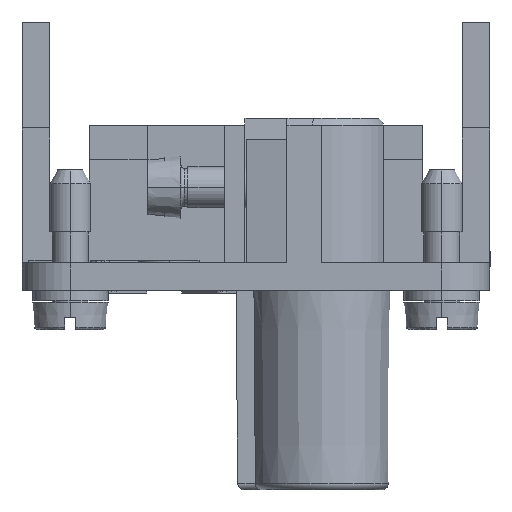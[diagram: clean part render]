
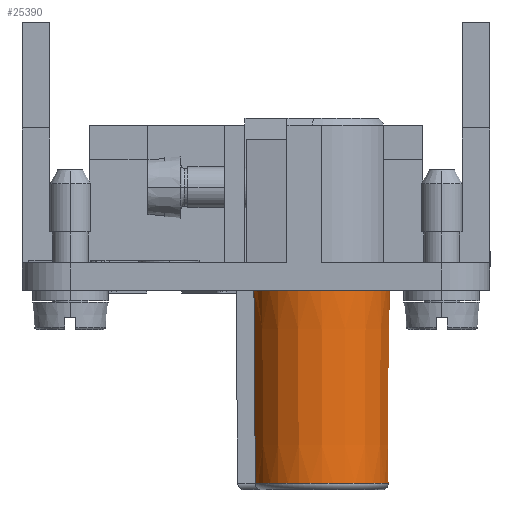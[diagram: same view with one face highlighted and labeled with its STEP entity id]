
A CAD part, left-side view. The second image highlights one B-rep face of the part: STEP entity #25390.
In plain terms, the highlighted conical face has half-angle 0.5 degrees and reference radius 5 mm.
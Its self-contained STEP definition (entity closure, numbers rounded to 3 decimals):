
#11310=CARTESIAN_POINT('',(-42.102,43.557,-21.75));
#11320=VERTEX_POINT('',#11310);
#11350=CARTESIAN_POINT('',(-37.102,43.557,-21.75));
#11360=DIRECTION('',(0.,-1.,0.));
#11370=DIRECTION('',(-1.,0.,0.));
#11380=AXIS2_PLACEMENT_3D('',#11350,#11360,#11370);
#11390=CIRCLE('',#11380,5.);
#11400=CARTESIAN_POINT('',(-38.102,43.557,-16.851));
#11410=VERTEX_POINT('',#11400);
#11420=EDGE_CURVE('',#11410,#11320,#11390,.T.);
#11640=CARTESIAN_POINT('',(-36.102,43.557,-16.851));
#11650=VERTEX_POINT('',#11640);
#11680=EDGE_CURVE('',#11320,#11650,#11390,.T.);
#24720=CARTESIAN_POINT('',(-37.102,43.557,-21.75));
#24730=DIRECTION('',(0.,-1.,0.));
#24740=DIRECTION('',(-1.,0.,0.));
#24750=AXIS2_PLACEMENT_3D('',#24720,#24730,#24740);
#24760=CONICAL_SURFACE('',#24750,5.,0.009);
#24770=CARTESIAN_POINT('',(-37.976,58.057,-17.287
));
#24780=DIRECTION('',(-1.,0.009,
0.));
#24790=DIRECTION('',(0.,0.,-1.));
#24800=AXIS2_PLACEMENT_3D('',#24770,#24780,#24790);
#24810=PLANE('',#24800);
#24820=CARTESIAN_POINT('',(-38.102,43.557,-16.851
));
#24830=CARTESIAN_POINT('',(-38.092,44.724,
-16.859));
#24840=CARTESIAN_POINT('',(-38.082,45.891,
-16.868));
#24850=CARTESIAN_POINT('',(-38.072,47.058,
-16.876));
#24860=CARTESIAN_POINT('',(-38.062,48.225,
-16.884));
#24870=CARTESIAN_POINT('',(-38.051,49.392,
-16.893));
#24880=CARTESIAN_POINT('',(-38.041,50.559,
-16.901));
#24890=CARTESIAN_POINT('',(-38.031,51.726,
-16.91));
#24900=CARTESIAN_POINT('',(-38.021,52.893,
-16.918));
#24910=CARTESIAN_POINT('',(-38.011,54.06,
-16.926));
#24920=CARTESIAN_POINT('',(-38.006,54.644,
-16.931));
#24930=CARTESIAN_POINT('',(-38.,55.227,
-16.935));
#24940=CARTESIAN_POINT('',(-37.995,55.811,
-16.939));
#24950=CARTESIAN_POINT('',(-37.99,56.395,
-16.943));
#24960=CARTESIAN_POINT('',(-37.985,56.978,
-16.948));
#24970=CARTESIAN_POINT('',(-37.98,57.562,
-16.952));
#24980=B_SPLINE_CURVE_WITH_KNOTS('',3,(#24820,#24830,#24840,#24850,
#24860,#24870,#24880,#24890,#24900,#24910,#24920,#24930,#24940,#24950,
#24960,#24970),.UNSPECIFIED.,.F.,.F.,(4,3,3,3,3,4),(0.,3.501,
7.003,10.504,12.255,14.005),
.UNSPECIFIED.);
#24990=SURFACE_CURVE('',#24980,(#24810,#24760),.CURVE_3D.);
#25000=CARTESIAN_POINT('',(-37.98,57.562,
-16.952));
#25010=VERTEX_POINT('',#25000);
#25020=EDGE_CURVE('',#11410,#25010,#24990,.T.);
#25030=ORIENTED_EDGE('',*,*,#25020,.T.);
#25040=ORIENTED_EDGE('',*,*,#11420,.F.);
#25050=ORIENTED_EDGE('',*,*,#11680,.F.);
#25060=CARTESIAN_POINT('',(-36.229,58.057,-15.55));
#25070=DIRECTION('',(1.,0.009,
0.));
#25080=DIRECTION('',(0.,0.,1.));
#25090=AXIS2_PLACEMENT_3D('',#25060,#25070,#25080);
#25100=PLANE('',#25090);
#25110=CARTESIAN_POINT('',(-36.224,57.562,
-16.952));
#25120=CARTESIAN_POINT('',(-36.214,56.395,
-16.943));
#25130=CARTESIAN_POINT('',(-36.204,55.227,
-16.935));
#25140=CARTESIAN_POINT('',(-36.194,54.06,
-16.926));
#25150=CARTESIAN_POINT('',(-36.184,52.893,
-16.918));
#25160=CARTESIAN_POINT('',(-36.174,51.726,
-16.91));
#25170=CARTESIAN_POINT('',(-36.163,50.559,
-16.901));
#25180=CARTESIAN_POINT('',(-36.153,49.392,
-16.893));
#25190=CARTESIAN_POINT('',(-36.143,48.225,
-16.884));
#25200=CARTESIAN_POINT('',(-36.133,47.058,
-16.876));
#25210=CARTESIAN_POINT('',(-36.123,45.891,
-16.868));
#25220=CARTESIAN_POINT('',(-36.112,44.724,
-16.859));
#25230=CARTESIAN_POINT('',(-36.102,43.557,-16.851));
#25240=B_SPLINE_CURVE_WITH_KNOTS('',3,(#25110,#25120,#25130,#25140,
#25150,#25160,#25170,#25180,#25190,#25200,#25210,#25220,#25230),
.UNSPECIFIED.,.F.,.F.,(4,3,3,3,4),(0.,3.501,7.003,
10.504,14.005),.UNSPECIFIED.);
#25250=SURFACE_CURVE('',#25240,(#25100,#24760),.CURVE_3D.);
#25260=CARTESIAN_POINT('',(-36.224,57.562,
-16.952));
#25270=VERTEX_POINT('',#25260);
#25280=EDGE_CURVE('',#25270,#11650,#25250,.T.);
#25290=ORIENTED_EDGE('',*,*,#25280,.T.);
#25300=CARTESIAN_POINT('',(-37.102,57.562,-21.75));
#25310=DIRECTION('',(0.,-1.,0.));
#25320=DIRECTION('',(-1.,0.,0.));
#25330=AXIS2_PLACEMENT_3D('',#25300,#25310,#25320);
#25340=CIRCLE('',#25330,4.878);
#25350=EDGE_CURVE('',#25010,#25270,#25340,.T.);
#25360=ORIENTED_EDGE('',*,*,#25350,.T.);
#25370=EDGE_LOOP('',(#25360,#25290,#25050,#25040,#25030));
#25380=FACE_OUTER_BOUND('',#25370,.T.);
#25390=ADVANCED_FACE('',(#25380),#24760,.T.);
